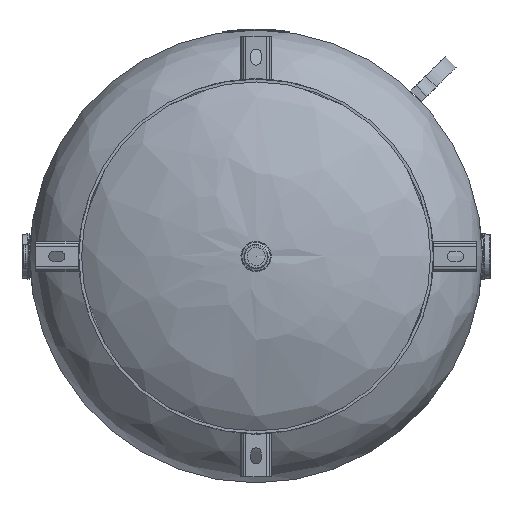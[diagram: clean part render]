
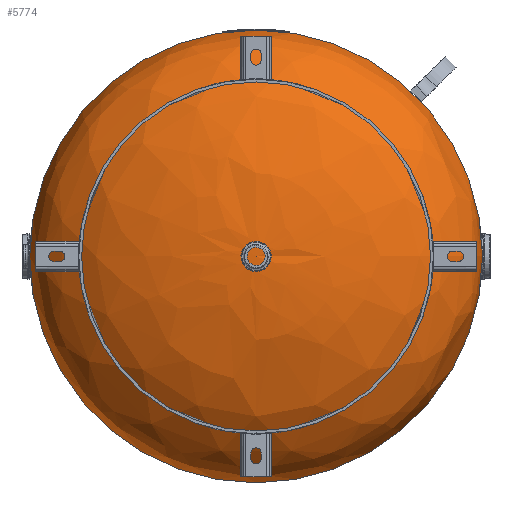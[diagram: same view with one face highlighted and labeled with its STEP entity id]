
A CAD part, front view. The second image highlights one B-rep face of the part: STEP entity #5774.
In plain terms, the highlighted free-form (B-spline) face has degree [2, 2] with [3, 9] control points.
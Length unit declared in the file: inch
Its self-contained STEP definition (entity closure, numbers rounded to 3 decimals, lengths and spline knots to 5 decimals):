
#585=ELLIPSE('',#6387,15.,7.666);
#643=(
BOUNDED_SURFACE()
B_SPLINE_SURFACE(2,2,((#8798,#8799,#8800,#8801,#8802,#8803,#8804,#8805,
#8806),(#8807,#8808,#8809,#8810,#8811,#8812,#8813,#8814,#8815),(#8816,#8817,
#8818,#8819,#8820,#8821,#8822,#8823,#8824)),.UNSPECIFIED.,.F.,.T.,.F.)
B_SPLINE_SURFACE_WITH_KNOTS((3,3),(3,2,2,2,3),(0.,1.5708),(0.,
1.5708,3.14159,4.71239,6.28319),
 .UNSPECIFIED.)
GEOMETRIC_REPRESENTATION_ITEM()
RATIONAL_B_SPLINE_SURFACE(((1.,0.707,1.,0.707,1.,
0.707,1.,0.707,1.),(0.707,0.5,0.707,
0.5,0.707,0.5,0.707,0.5,0.707),(1.,
0.707,1.,0.707,1.,0.707,1.,0.707,
1.)))
REPRESENTATION_ITEM('')
SURFACE()
);
#1490=FACE_OUTER_BOUND('',#1803,.T.);
#1803=EDGE_LOOP('',(#4049,#4050,#4051,#4052));
#2201=CIRCLE('',#6377,15.);
#2202=CIRCLE('',#6378,15.);
#2498=VERTEX_POINT('',#8779);
#2499=VERTEX_POINT('',#8781);
#2505=VERTEX_POINT('',#8825);
#3120=EDGE_CURVE('',#2498,#2499,#2201,.T.);
#3121=EDGE_CURVE('',#2499,#2498,#2202,.T.);
#3129=EDGE_CURVE('',#2505,#2499,#585,.T.);
#4049=ORIENTED_EDGE('',*,*,#3129,.T.);
#4050=ORIENTED_EDGE('',*,*,#3120,.F.);
#4051=ORIENTED_EDGE('',*,*,#3121,.F.);
#4052=ORIENTED_EDGE('',*,*,#3129,.F.);
#5774=ADVANCED_FACE('',(#1490),#643,.T.);
#6377=AXIS2_PLACEMENT_3D('',#8782,#7085,#7086);
#6378=AXIS2_PLACEMENT_3D('',#8783,#7087,#7088);
#6387=AXIS2_PLACEMENT_3D('',#8826,#7106,#7107);
#7085=DIRECTION('center_axis',(0.,-1.,0.));
#7086=DIRECTION('ref_axis',(1.,0.,0.));
#7087=DIRECTION('center_axis',(0.,-1.,0.));
#7088=DIRECTION('ref_axis',(1.,0.,0.));
#7106=DIRECTION('center_axis',(0.,0.,-1.));
#7107=DIRECTION('ref_axis',(1.,0.,0.));
#8779=CARTESIAN_POINT('',(-15.,0.,0.));
#8781=CARTESIAN_POINT('',(15.,0.,0.));
#8782=CARTESIAN_POINT('Origin',(0.,0.,0.));
#8783=CARTESIAN_POINT('Origin',(0.,0.,0.));
#8798=CARTESIAN_POINT('Ctrl Pts',(15.,0.,0.));
#8799=CARTESIAN_POINT('Ctrl Pts',(15.,0.,15.));
#8800=CARTESIAN_POINT('Ctrl Pts',(0.,0.,15.));
#8801=CARTESIAN_POINT('Ctrl Pts',(-15.,0.,15.));
#8802=CARTESIAN_POINT('Ctrl Pts',(-15.,0.,0.));
#8803=CARTESIAN_POINT('Ctrl Pts',(-15.,0.,-15.));
#8804=CARTESIAN_POINT('Ctrl Pts',(0.,0.,-15.));
#8805=CARTESIAN_POINT('Ctrl Pts',(15.,0.,-15.));
#8806=CARTESIAN_POINT('Ctrl Pts',(15.,0.,0.));
#8807=CARTESIAN_POINT('Ctrl Pts',(15.,7.666,0.));
#8808=CARTESIAN_POINT('Ctrl Pts',(15.,7.666,15.));
#8809=CARTESIAN_POINT('Ctrl Pts',(0.,7.666,15.));
#8810=CARTESIAN_POINT('Ctrl Pts',(-15.,7.666,15.));
#8811=CARTESIAN_POINT('Ctrl Pts',(-15.,7.666,0.));
#8812=CARTESIAN_POINT('Ctrl Pts',(-15.,7.666,-15.));
#8813=CARTESIAN_POINT('Ctrl Pts',(0.,7.666,-15.));
#8814=CARTESIAN_POINT('Ctrl Pts',(15.,7.666,-15.));
#8815=CARTESIAN_POINT('Ctrl Pts',(15.,7.666,0.));
#8816=CARTESIAN_POINT('Ctrl Pts',(0.,7.666,0.));
#8817=CARTESIAN_POINT('Ctrl Pts',(0.,7.666,0.));
#8818=CARTESIAN_POINT('Ctrl Pts',(0.,7.666,0.));
#8819=CARTESIAN_POINT('Ctrl Pts',(0.,7.666,0.));
#8820=CARTESIAN_POINT('Ctrl Pts',(0.,7.666,0.));
#8821=CARTESIAN_POINT('Ctrl Pts',(0.,7.666,0.));
#8822=CARTESIAN_POINT('Ctrl Pts',(0.,7.666,0.));
#8823=CARTESIAN_POINT('Ctrl Pts',(0.,7.666,0.));
#8824=CARTESIAN_POINT('Ctrl Pts',(0.,7.666,0.));
#8825=CARTESIAN_POINT('',(0.,7.666,0.));
#8826=CARTESIAN_POINT('Origin',(0.,0.,0.));
